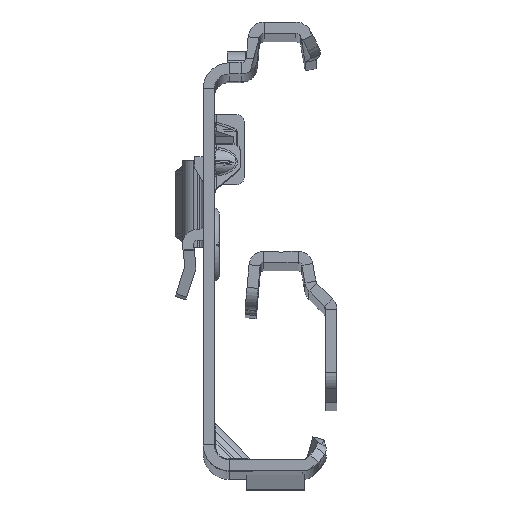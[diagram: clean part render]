
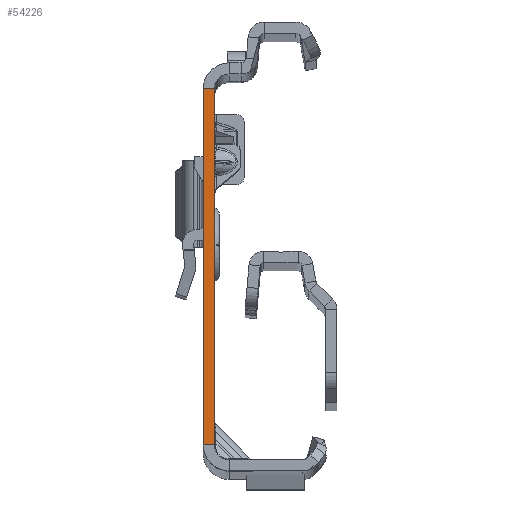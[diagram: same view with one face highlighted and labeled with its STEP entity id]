
A CAD part, top view. The second image highlights one B-rep face of the part: STEP entity #54226.
In plain terms, the highlighted planar face has unit normal (0, 0, 1).
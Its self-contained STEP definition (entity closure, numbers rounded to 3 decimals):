
#138 = DIRECTION ( 'NONE',  ( 0., -1., 0. ) ) ;
#4746 = EDGE_CURVE ( 'NONE', #41626, #48853, #28771, .T. ) ;
#6737 = CARTESIAN_POINT ( 'NONE',  ( 0., 22.135, 0. ) ) ;
#6949 = FACE_OUTER_BOUND ( 'NONE', #52394, .T. ) ;
#9507 = LINE ( 'NONE', #17257, #16294 ) ;
#13209 = VECTOR ( 'NONE', #54360, 1000. ) ;
#15513 = CARTESIAN_POINT ( 'NONE',  ( -1.5, -27.865, 0. ) ) ;
#16294 = VECTOR ( 'NONE', #138, 1000. ) ;
#17231 = ORIENTED_EDGE ( 'NONE', *, *, #4746, .T. ) ;
#17257 = CARTESIAN_POINT ( 'NONE',  ( 0., -27.865, 0. ) ) ;
#20488 = CARTESIAN_POINT ( 'NONE',  ( 0., -25.865, 0. ) ) ;
#22115 = CARTESIAN_POINT ( 'NONE',  ( -1.5, -25.865, 0. ) ) ;
#24179 = CARTESIAN_POINT ( 'NONE',  ( 0., -25.865, 0. ) ) ;
#24569 = VERTEX_POINT ( 'NONE', #24179 ) ;
#24713 = ORIENTED_EDGE ( 'NONE', *, *, #25717, .F. ) ;
#24765 = ORIENTED_EDGE ( 'NONE', *, *, #26694, .T. ) ;
#25717 = EDGE_CURVE ( 'NONE', #51060, #24569, #9507, .T. ) ;
#26694 = EDGE_CURVE ( 'NONE', #51060, #41626, #52520, .T. ) ;
#28254 = PLANE ( 'NONE',  #38399 ) ;
#28771 = LINE ( 'NONE', #32664, #13209 ) ;
#32664 = CARTESIAN_POINT ( 'NONE',  ( -1.5, -27.865, 0. ) ) ;
#34068 = DIRECTION ( 'NONE',  ( -1., 0., 0. ) ) ;
#35743 = DIRECTION ( 'NONE',  ( 1., 0., 0. ) ) ;
#35797 = DIRECTION ( 'NONE',  ( -1., 0., 0. ) ) ;
#36655 = VECTOR ( 'NONE', #35797, 1000. ) ;
#38399 = AXIS2_PLACEMENT_3D ( 'NONE', #15513, #48593, #35743 ) ;
#41626 = VERTEX_POINT ( 'NONE', #44887 ) ;
#42198 = EDGE_CURVE ( 'NONE', #24569, #48853, #50525, .T. ) ;
#44887 = CARTESIAN_POINT ( 'NONE',  ( -1.5, 22.135, 0. ) ) ;
#48593 = DIRECTION ( 'NONE',  ( 0., 0., 1. ) ) ;
#48853 = VERTEX_POINT ( 'NONE', #22115 ) ;
#50510 = CARTESIAN_POINT ( 'NONE',  ( 0., 22.135, 0. ) ) ;
#50525 = LINE ( 'NONE', #20488, #53089 ) ;
#51060 = VERTEX_POINT ( 'NONE', #50510 ) ;
#52394 = EDGE_LOOP ( 'NONE', ( #24713, #24765, #17231, #53158 ) ) ;
#52520 = LINE ( 'NONE', #6737, #36655 ) ;
#53089 = VECTOR ( 'NONE', #34068, 1000. ) ;
#53158 = ORIENTED_EDGE ( 'NONE', *, *, #42198, .F. ) ;
#54226 = ADVANCED_FACE ( 'NONE', ( #6949 ), #28254, .T. ) ;
#54360 = DIRECTION ( 'NONE',  ( 0., -1., 0. ) ) ;
